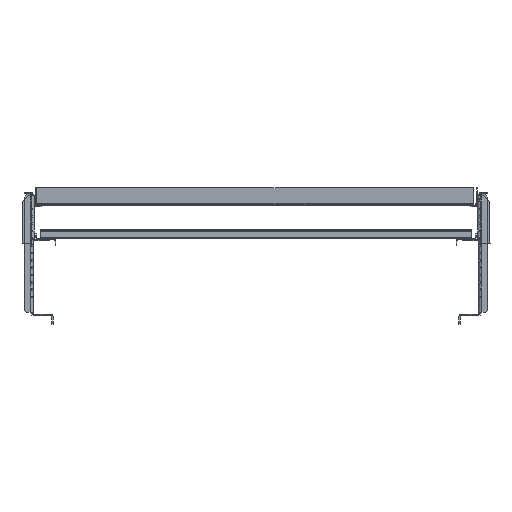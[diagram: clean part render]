
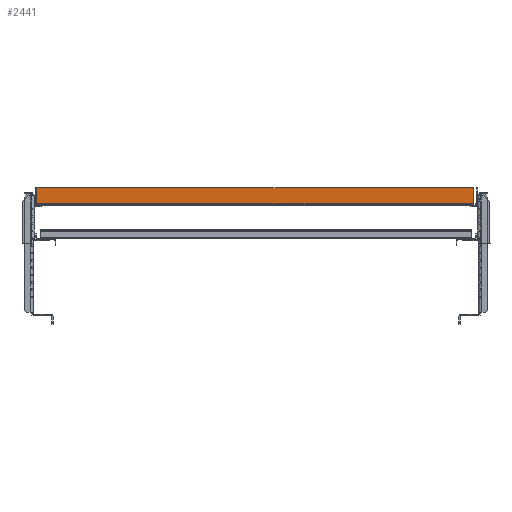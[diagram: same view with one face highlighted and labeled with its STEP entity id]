
A CAD part, front view. The second image highlights one B-rep face of the part: STEP entity #2441.
In plain terms, the highlighted face is planar.
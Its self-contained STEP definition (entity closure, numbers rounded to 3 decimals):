
#1747=B_SPLINE_CURVE_WITH_KNOTS('',1,(#34345,#34346),.UNSPECIFIED.,.F.,
 .F.,(2,2),(0.,1.),.UNSPECIFIED.);
#1748=B_SPLINE_CURVE_WITH_KNOTS('',1,(#34348,#34349),.UNSPECIFIED.,.F.,
 .F.,(2,2),(0.,1.),.UNSPECIFIED.);
#1749=B_SPLINE_CURVE_WITH_KNOTS('',1,(#34351,#34352),.UNSPECIFIED.,.F.,
 .F.,(2,2),(0.,1.),.UNSPECIFIED.);
#2441=ADVANCED_FACE('F22',(#3206),#2734,.T.);
#2734=PLANE('',#11369);
#3206=FACE_OUTER_BOUND('',#3762,.T.);
#3762=EDGE_LOOP('',(#6050,#6051,#6052,#6053));
#6050=ORIENTED_EDGE('',*,*,#8779,.T.);
#6051=ORIENTED_EDGE('',*,*,#8780,.F.);
#6052=ORIENTED_EDGE('',*,*,#8781,.T.);
#6053=ORIENTED_EDGE('',*,*,#8777,.T.);
#7471=VERTEX_POINT('',#34339);
#7472=VERTEX_POINT('',#34341);
#7473=VERTEX_POINT('',#34347);
#7474=VERTEX_POINT('',#34350);
#8777=EDGE_CURVE('E116',#7472,#7471,#9749,.T.);
#8779=EDGE_CURVE('E114',#7471,#7473,#1747,.T.);
#8780=EDGE_CURVE('E97',#7474,#7473,#1748,.T.);
#8781=EDGE_CURVE('E115',#7474,#7472,#1749,.T.);
#9749=LINE('',#34340,#10609);
#10609=VECTOR('',#13127,1.);
#11369=AXIS2_PLACEMENT_3D('',#34353,#13130,#13131);
#13127=DIRECTION('',(0.,0.,1.));
#13130=DIRECTION('',(-0.999,0.052,0.));
#13131=DIRECTION('',(0.,0.,1.));
#34339=CARTESIAN_POINT('',(-1609.045,366.056,1605.809));
#34340=CARTESIAN_POINT('',(-1609.045,366.056,861.709));
#34341=CARTESIAN_POINT('',(-1609.045,366.056,861.709));
#34345=CARTESIAN_POINT('',(-1609.045,366.056,1605.809));
#34346=CARTESIAN_POINT('',(-1607.617,393.3,1605.809));
#34347=CARTESIAN_POINT('',(-1607.617,393.3,1605.809));
#34348=CARTESIAN_POINT('',(-1607.617,393.3,861.709));
#34349=CARTESIAN_POINT('',(-1607.617,393.3,1605.809));
#34350=CARTESIAN_POINT('',(-1607.617,393.3,861.709));
#34351=CARTESIAN_POINT('',(-1607.617,393.3,861.709));
#34352=CARTESIAN_POINT('',(-1609.045,366.056,861.709));
#34353=CARTESIAN_POINT('',(-1607.617,393.3,1605.809));
